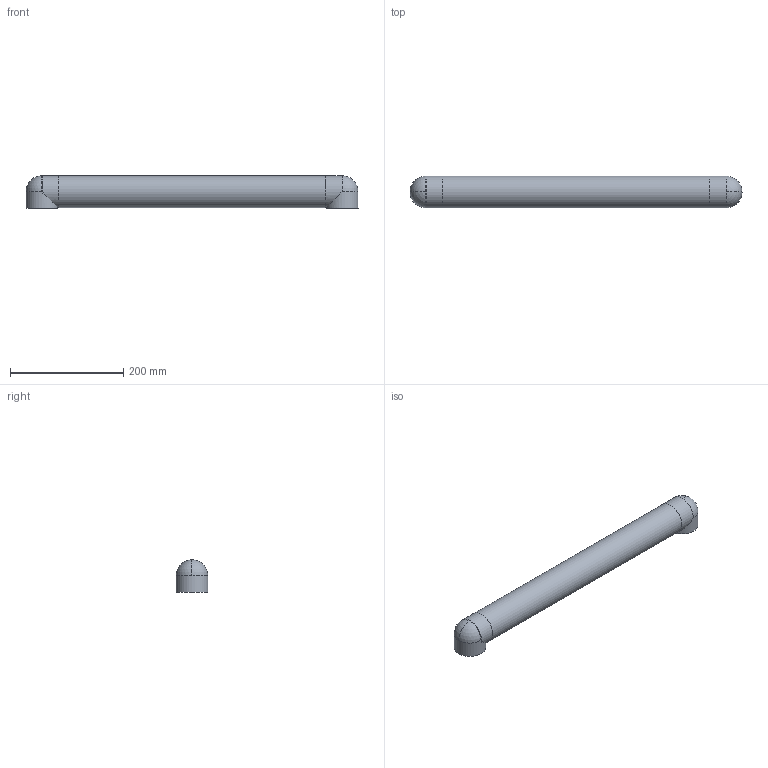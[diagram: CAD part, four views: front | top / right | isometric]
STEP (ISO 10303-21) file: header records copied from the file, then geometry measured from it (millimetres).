
FILE_DESCRIPTION(('FreeCAD Model'),'2;1');
FILE_NAME('Open CASCADE Shape Model','2023-11-09T15:19:43',(''),(''), 'Open CASCADE STEP processor 7.6','FreeCAD','Unknown');
FILE_SCHEMA(('AUTOMOTIVE_DESIGN { 1 0 10303 214 1 1 1 1 }'));
Length unit declared in the file: millimetre
Products named in the file (4): Part; arm-subpart-angle_001; Cylinder; arm-subpart-angle_002
Assembly tree (3 placements, depth 2):
  Part
    arm-subpart-angle_001
    Cylinder
    arm-subpart-angle_002
Bounding box: 586 x 56 x 57 mm (x, y, z)
Volume: 1504650.8 mm3; surface area: 121804.4 mm2
Topology: 3 solids, 3 shells, 15 faces, 29 edges, 16 vertices
Faces by surface type: plane 6, cylinder 5, sphere 4
Full cylindrical faces by diameter (mm): 56 x5
Entity records: 893 total; most frequent: CARTESIAN_POINT 174, DIRECTION 125, ORIENTED_EDGE 50, PCURVE 50, DEFINITIONAL_REPRESENTATION 50, LINE 41, VECTOR 41, AXIS2_PLACEMENT_3D 39
